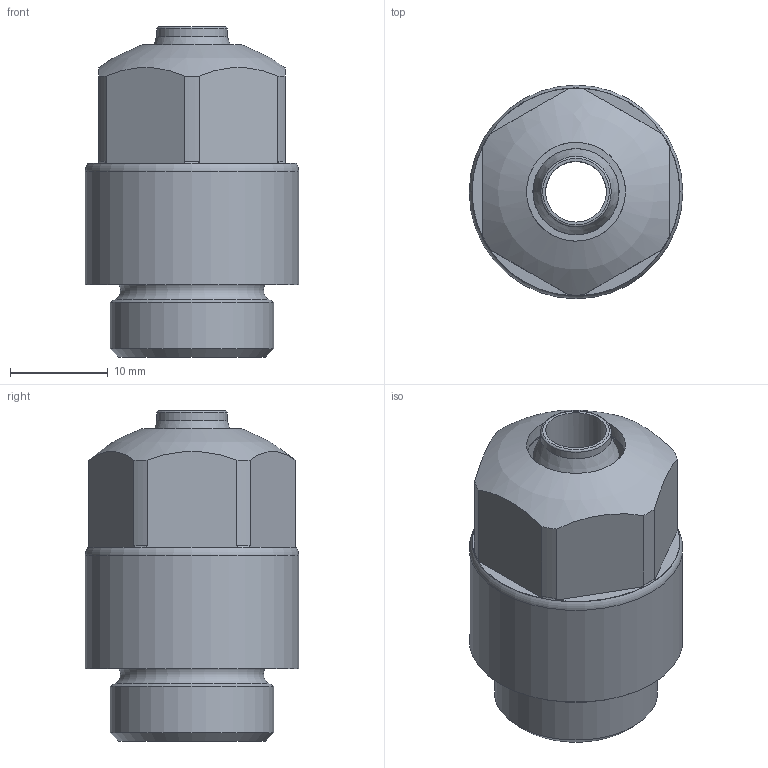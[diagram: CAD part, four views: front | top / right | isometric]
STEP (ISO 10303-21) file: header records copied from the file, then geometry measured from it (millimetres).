
FILE_DESCRIPTION(/* description */ ('STEP AP214'),/* implementation_level */ '2;1');
FILE_NAME(/* name */ '1489614_NPCK-C-D-G38-K10',/* time_stamp */ '2024-09-12T22:44:59+02:00',/* author */ ('License CC BY-ND 4.0'),/* organization */ ('CADENAS'),/* preprocessor_version */ 'ST-DEVELOPER v19.3',/* originating_system */ 'PARTsolutions',/* authorisation */ ' ');
FILE_SCHEMA (('AUTOMOTIVE_DESIGN {1 0 10303 214 3 1 1}'));
Length unit declared in the file: millimetre
Products named in the file (4): 1489614 NPCK-C-D-G38-K10; 1489614 NPCK-C-D-G38-K10---(S); 2652519 NPAS-C1-R-G38-P-FD-P10; 1489614 NPCK-C-D-G38-K10---(U)
Assembly tree (3 placements, depth 2):
  1489614 NPCK-C-D-G38-K10
    1489614 NPCK-C-D-G38-K10---(S)
    2652519 NPAS-C1-R-G38-P-FD-P10
    1489614 NPCK-C-D-G38-K10---(U)
Bounding box: 21.8 x 21.8 x 33.7 mm (x, y, z)
Volume: 7969.8 mm3; surface area: 6275.2 mm2
Topology: 3 solids, 3 shells, 93 faces, 226 edges, 142 vertices
Faces by surface type: plane 51, cylinder 19, cone 15, torus 7, sphere 1
Full cylindrical faces by diameter (mm): 6.2 x1, 7.2 x1, 8 x1, 10.1 x1, 13.835 x1, 16 x1, 16.6 x1, 16.662 x1, 16.8 x1, 20.2 x1, 20.4 x1, 20.65 x1, 21.8 x1
Entity records: 2685 total; most frequent: CARTESIAN_POINT 535, DIRECTION 440, ORIENTED_EDGE 384, EDGE_CURVE 192, AXIS2_PLACEMENT_3D 187, VERTEX_POINT 138, EDGE_LOOP 132, FACE_BOUND 132
